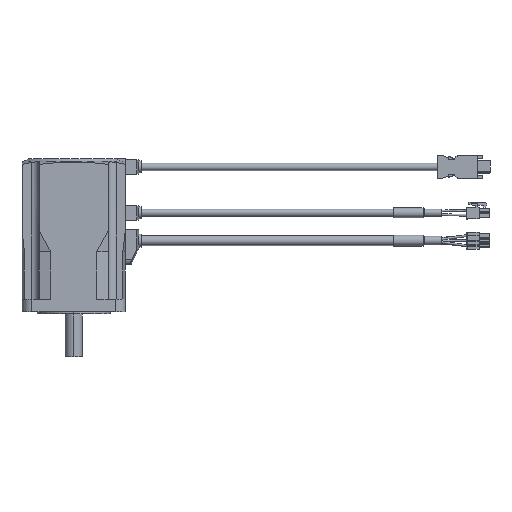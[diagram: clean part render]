
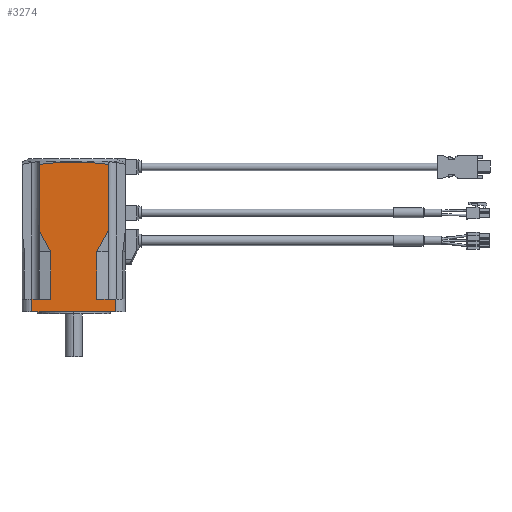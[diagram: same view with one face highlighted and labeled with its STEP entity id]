
A CAD part, left-side view. The second image highlights one B-rep face of the part: STEP entity #3274.
In plain terms, the highlighted planar face has unit normal (-1, 0, 0).
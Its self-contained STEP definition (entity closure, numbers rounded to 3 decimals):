
#311 = CIRCLE ( 'NONE', #5860, 195.432 ) ;
#329 = VERTEX_POINT ( 'NONE', #12989 ) ;
#460 = DIRECTION ( 'NONE',  ( 0., -1., 0. ) ) ;
#481 = ORIENTED_EDGE ( 'NONE', *, *, #4699, .T. ) ;
#613 = CARTESIAN_POINT ( 'NONE',  ( -42.5, 19., 10. ) ) ;
#680 = CARTESIAN_POINT ( 'NONE',  ( -42.5, 42.5, 0. ) ) ;
#738 = DIRECTION ( 'NONE',  ( 0., 0., -1. ) ) ;
#759 = CARTESIAN_POINT ( 'NONE',  ( -42.5, 19., 16.4 ) ) ;
#906 = EDGE_CURVE ( 'NONE', #10919, #8268, #14547, .T. ) ;
#1420 = CARTESIAN_POINT ( 'NONE',  ( -42.5, -19., 10. ) ) ;
#1499 = DIRECTION ( 'NONE',  ( 0., 1., 0. ) ) ;
#1517 = AXIS2_PLACEMENT_3D ( 'NONE', #15726, #19022, #20335 ) ;
#1866 = EDGE_CURVE ( 'NONE', #6114, #4878, #8577, .T. ) ;
#2046 = EDGE_CURVE ( 'NONE', #6114, #10758, #7350, .T. ) ;
#2183 = VECTOR ( 'NONE', #1499, 1000. ) ;
#2278 = LINE ( 'NONE', #1420, #2183 ) ;
#2391 = EDGE_CURVE ( 'NONE', #14162, #5222, #4886, .T. ) ;
#2554 = CARTESIAN_POINT ( 'NONE',  ( -42.5, 19., 49.2 ) ) ;
#2606 = VERTEX_POINT ( 'NONE', #5121 ) ;
#2621 = VERTEX_POINT ( 'NONE', #7849 ) ;
#2650 = CARTESIAN_POINT ( 'NONE',  ( -42.5, 28.5, 66.7 ) ) ;
#2743 = EDGE_CURVE ( 'NONE', #329, #2606, #2278, .T. ) ;
#2902 = ORIENTED_EDGE ( 'NONE', *, *, #3793, .T. ) ;
#3274 = ADVANCED_FACE ( 'NONE', ( #12926 ), #8434, .T. ) ;
#3514 = VECTOR ( 'NONE', #17371, 1000. ) ;
#3552 = ORIENTED_EDGE ( 'NONE', *, *, #14971, .F. ) ;
#3648 = VERTEX_POINT ( 'NONE', #20566 ) ;
#3790 = CARTESIAN_POINT ( 'NONE',  ( -42.5, 28.5, 66.7 ) ) ;
#3793 = EDGE_CURVE ( 'NONE', #14162, #329, #17560, .T. ) ;
#4067 = DIRECTION ( 'NONE',  ( 0., -0.477, -0.879 ) ) ;
#4519 = LINE ( 'NONE', #759, #4621 ) ;
#4549 = CARTESIAN_POINT ( 'NONE',  ( -42.5, 28.5, 121.083 ) ) ;
#4621 = VECTOR ( 'NONE', #738, 1000. ) ;
#4699 = EDGE_CURVE ( 'NONE', #10758, #8268, #4519, .T. ) ;
#4738 = ORIENTED_EDGE ( 'NONE', *, *, #1866, .F. ) ;
#4782 = EDGE_CURVE ( 'NONE', #10919, #5222, #5544, .T. ) ;
#4816 = VECTOR ( 'NONE', #20895, 1000. ) ;
#4878 = VERTEX_POINT ( 'NONE', #4549 ) ;
#4886 = LINE ( 'NONE', #680, #4816 ) ;
#5037 = CARTESIAN_POINT ( 'NONE',  ( -42.5, 34.3, 10. ) ) ;
#5121 = CARTESIAN_POINT ( 'NONE',  ( -42.5, -19., 10. ) ) ;
#5222 = VERTEX_POINT ( 'NONE', #22341 ) ;
#5544 = LINE ( 'NONE', #16866, #5705 ) ;
#5705 = VECTOR ( 'NONE', #17350, 1000. ) ;
#5860 = AXIS2_PLACEMENT_3D ( 'NONE', #17932, #6964, #19747 ) ;
#6114 = VERTEX_POINT ( 'NONE', #2650 ) ;
#6505 = DIRECTION ( 'NONE',  ( 0., 0., 1. ) ) ;
#6619 = LINE ( 'NONE', #16330, #6836 ) ;
#6836 = VECTOR ( 'NONE', #14496, 1000. ) ;
#6905 = ORIENTED_EDGE ( 'NONE', *, *, #4782, .T. ) ;
#6964 = DIRECTION ( 'NONE',  ( 1., 0., 0. ) ) ;
#7193 = VECTOR ( 'NONE', #4067, 1000. ) ;
#7235 = CARTESIAN_POINT ( 'NONE',  ( -42.5, 28.5, 49.2 ) ) ;
#7350 = LINE ( 'NONE', #3790, #7193 ) ;
#7811 = EDGE_LOOP ( 'NONE', ( #18021, #12089, #4738, #8387, #481, #22041, #6905, #16447, #2902, #13641, #3552, #11252 ) ) ;
#7849 = CARTESIAN_POINT ( 'NONE',  ( -42.5, -28.5, 121.083 ) ) ;
#8021 = CARTESIAN_POINT ( 'NONE',  ( -42.5, -28.5, 49.2 ) ) ;
#8268 = VERTEX_POINT ( 'NONE', #18753 ) ;
#8387 = ORIENTED_EDGE ( 'NONE', *, *, #2046, .T. ) ;
#8389 = DIRECTION ( 'NONE',  ( 0., 0.477, -0.879 ) ) ;
#8434 = PLANE ( 'NONE',  #1517 ) ;
#8577 = LINE ( 'NONE', #7235, #8692 ) ;
#8692 = VECTOR ( 'NONE', #6505, 1000. ) ;
#9403 = DIRECTION ( 'NONE',  ( 0., 0., 1. ) ) ;
#9507 = CARTESIAN_POINT ( 'NONE',  ( -42.5, -19., 49.2 ) ) ;
#10189 = VERTEX_POINT ( 'NONE', #9507 ) ;
#10724 = EDGE_CURVE ( 'NONE', #3648, #2621, #11615, .T. ) ;
#10758 = VERTEX_POINT ( 'NONE', #2554 ) ;
#10919 = VERTEX_POINT ( 'NONE', #5037 ) ;
#10943 = EDGE_CURVE ( 'NONE', #4878, #2621, #311, .T. ) ;
#11252 = ORIENTED_EDGE ( 'NONE', *, *, #16350, .F. ) ;
#11615 = LINE ( 'NONE', #8021, #13597 ) ;
#12089 = ORIENTED_EDGE ( 'NONE', *, *, #10943, .F. ) ;
#12542 = VECTOR ( 'NONE', #8389, 1000. ) ;
#12926 = FACE_OUTER_BOUND ( 'NONE', #7811, .T. ) ;
#12989 = CARTESIAN_POINT ( 'NONE',  ( -42.5, -34.3, 10. ) ) ;
#13597 = VECTOR ( 'NONE', #9403, 1000. ) ;
#13641 = ORIENTED_EDGE ( 'NONE', *, *, #2743, .T. ) ;
#13749 = LINE ( 'NONE', #15679, #12542 ) ;
#14162 = VERTEX_POINT ( 'NONE', #17736 ) ;
#14496 = DIRECTION ( 'NONE',  ( 0., 0., -1. ) ) ;
#14528 = VECTOR ( 'NONE', #460, 1000. ) ;
#14547 = LINE ( 'NONE', #613, #14528 ) ;
#14971 = EDGE_CURVE ( 'NONE', #10189, #2606, #6619, .T. ) ;
#15679 = CARTESIAN_POINT ( 'NONE',  ( -42.5, -28.5, 66.7 ) ) ;
#15726 = CARTESIAN_POINT ( 'NONE',  ( -42.5, -42.5, 49.2 ) ) ;
#16330 = CARTESIAN_POINT ( 'NONE',  ( -42.5, -19., 16.4 ) ) ;
#16350 = EDGE_CURVE ( 'NONE', #3648, #10189, #13749, .T. ) ;
#16447 = ORIENTED_EDGE ( 'NONE', *, *, #2391, .F. ) ;
#16866 = CARTESIAN_POINT ( 'NONE',  ( -42.5, 34.3, 0. ) ) ;
#17321 = CARTESIAN_POINT ( 'NONE',  ( -42.5, -34.3, 10. ) ) ;
#17350 = DIRECTION ( 'NONE',  ( 0., 0., -1. ) ) ;
#17371 = DIRECTION ( 'NONE',  ( 0., 0., 1. ) ) ;
#17560 = LINE ( 'NONE', #17321, #3514 ) ;
#17736 = CARTESIAN_POINT ( 'NONE',  ( -42.5, -34.3, 0. ) ) ;
#17932 = CARTESIAN_POINT ( 'NONE',  ( -42.5, 0., -72.26 ) ) ;
#18021 = ORIENTED_EDGE ( 'NONE', *, *, #10724, .T. ) ;
#18753 = CARTESIAN_POINT ( 'NONE',  ( -42.5, 19., 10. ) ) ;
#19022 = DIRECTION ( 'NONE',  ( -1., 0., 0. ) ) ;
#19747 = DIRECTION ( 'NONE',  ( 0., 0., -1. ) ) ;
#20335 = DIRECTION ( 'NONE',  ( 0., 0., 1. ) ) ;
#20566 = CARTESIAN_POINT ( 'NONE',  ( -42.5, -28.5, 66.7 ) ) ;
#20895 = DIRECTION ( 'NONE',  ( 0., 1., 0. ) ) ;
#22041 = ORIENTED_EDGE ( 'NONE', *, *, #906, .F. ) ;
#22341 = CARTESIAN_POINT ( 'NONE',  ( -42.5, 34.3, 0. ) ) ;
